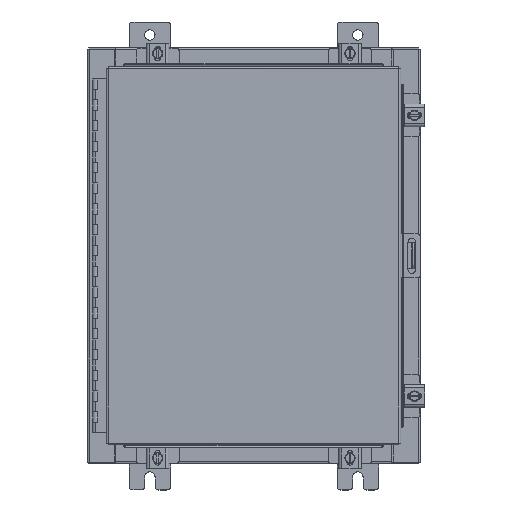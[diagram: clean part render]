
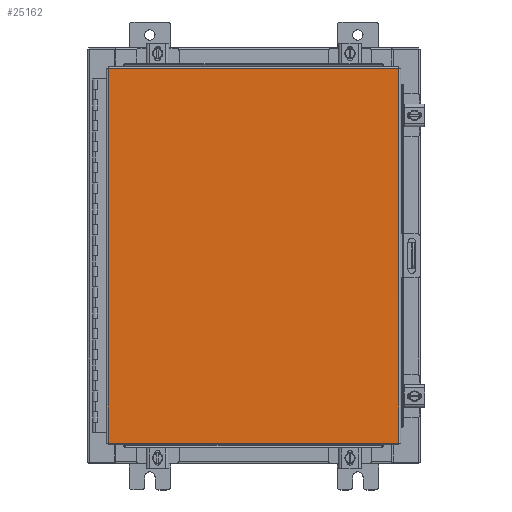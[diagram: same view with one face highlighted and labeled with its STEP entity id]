
A CAD part, top view. The second image highlights one B-rep face of the part: STEP entity #25162.
In plain terms, the highlighted planar face has unit normal (0, 0, 1).
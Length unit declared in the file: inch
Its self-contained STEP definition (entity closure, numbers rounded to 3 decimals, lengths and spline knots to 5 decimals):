
#655 = ORIENTED_EDGE ( 'NONE', *, *, #29720, .T. ) ;
#900 = EDGE_CURVE ( 'NONE', #9955, #17794, #2427, .T. ) ;
#1131 = VERTEX_POINT ( 'NONE', #24279 ) ;
#1231 = CARTESIAN_POINT ( 'NONE',  ( 6.9903, 9.0063, 0. ) ) ;
#2274 = CARTESIAN_POINT ( 'NONE',  ( -6.9903, 9.0063, 0. ) ) ;
#2427 = LINE ( 'NONE', #16918, #8045 ) ;
#3297 = PLANE ( 'NONE',  #7840 ) ;
#3673 = CARTESIAN_POINT ( 'NONE',  ( 6.9903, -9.0063, 0. ) ) ;
#4808 = DIRECTION ( 'NONE',  ( -1., 0., 0. ) ) ;
#6327 = DIRECTION ( 'NONE',  ( -1., 0., 0. ) ) ;
#7439 = VECTOR ( 'NONE', #19281, 39.37008 ) ;
#7840 = AXIS2_PLACEMENT_3D ( 'NONE', #16300, #18433, #6327 ) ;
#8045 = VECTOR ( 'NONE', #15877, 39.37008 ) ;
#8108 = ORIENTED_EDGE ( 'NONE', *, *, #26374, .T. ) ;
#9955 = VERTEX_POINT ( 'NONE', #3673 ) ;
#11268 = ORIENTED_EDGE ( 'NONE', *, *, #28766, .T. ) ;
#11365 = EDGE_LOOP ( 'NONE', ( #655, #14158, #11268, #8108 ) ) ;
#13166 = DIRECTION ( 'NONE',  ( 0., -1., 0. ) ) ;
#14158 = ORIENTED_EDGE ( 'NONE', *, *, #900, .T. ) ;
#15575 = VECTOR ( 'NONE', #13166, 39.37008 ) ;
#15877 = DIRECTION ( 'NONE',  ( 0., 1., 0. ) ) ;
#16174 = LINE ( 'NONE', #1231, #20165 ) ;
#16300 = CARTESIAN_POINT ( 'NONE',  ( 0., 0., 0. ) ) ;
#16918 = CARTESIAN_POINT ( 'NONE',  ( 6.9903, -9.0063, 0. ) ) ;
#17794 = VERTEX_POINT ( 'NONE', #22101 ) ;
#18247 = LINE ( 'NONE', #18707, #7439 ) ;
#18433 = DIRECTION ( 'NONE',  ( 0., 0., -1. ) ) ;
#18707 = CARTESIAN_POINT ( 'NONE',  ( -6.9903, -9.0063, 0. ) ) ;
#19281 = DIRECTION ( 'NONE',  ( 1., 0., 0. ) ) ;
#20165 = VECTOR ( 'NONE', #4808, 39.37008 ) ;
#22101 = CARTESIAN_POINT ( 'NONE',  ( 6.9903, 9.0063, 0. ) ) ;
#23521 = VERTEX_POINT ( 'NONE', #24009 ) ;
#24009 = CARTESIAN_POINT ( 'NONE',  ( -6.9903, 9.0063, 0. ) ) ;
#24279 = CARTESIAN_POINT ( 'NONE',  ( -6.9903, -9.0063, 0. ) ) ;
#25162 = ADVANCED_FACE ( 'NONE', ( #29771 ), #3297, .F. ) ;
#26374 = EDGE_CURVE ( 'NONE', #23521, #1131, #27662, .T. ) ;
#27662 = LINE ( 'NONE', #2274, #15575 ) ;
#28766 = EDGE_CURVE ( 'NONE', #17794, #23521, #16174, .T. ) ;
#29720 = EDGE_CURVE ( 'NONE', #1131, #9955, #18247, .T. ) ;
#29771 = FACE_OUTER_BOUND ( 'NONE', #11365, .T. ) ;
